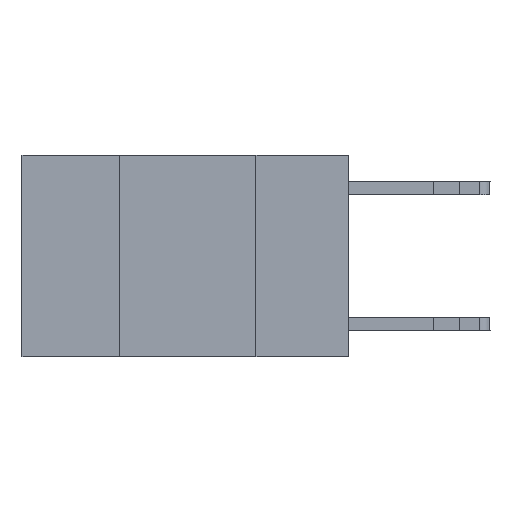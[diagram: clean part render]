
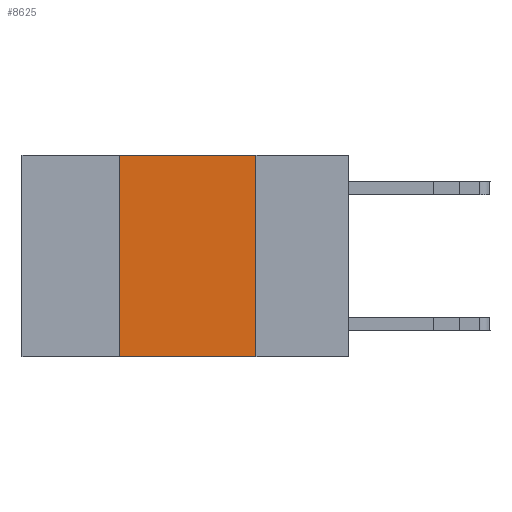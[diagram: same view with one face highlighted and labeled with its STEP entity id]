
A CAD part, left-side view. The second image highlights one B-rep face of the part: STEP entity #8625.
In plain terms, the highlighted planar face has unit normal (-1, 0, 0).
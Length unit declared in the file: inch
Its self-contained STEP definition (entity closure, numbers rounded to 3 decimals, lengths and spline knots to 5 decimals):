
#157 = DIRECTION ( 'NONE',  ( 0., -1., 0. ) ) ;
#365 = VECTOR ( 'NONE', #8832, 39.37008 ) ;
#1581 = LINE ( 'NONE', #9072, #365 ) ;
#1619 = EDGE_LOOP ( 'NONE', ( #5439, #23228, #5798, #7413 ) ) ;
#3209 = VERTEX_POINT ( 'NONE', #14779 ) ;
#3750 = VERTEX_POINT ( 'NONE', #12942 ) ;
#3901 = CARTESIAN_POINT ( 'NONE',  ( 0., 0.17, 0. ) ) ;
#4933 = AXIS2_PLACEMENT_3D ( 'NONE', #18153, #19853, #8795 ) ;
#5439 = ORIENTED_EDGE ( 'NONE', *, *, #24135, .F. ) ;
#5720 = EDGE_CURVE ( 'NONE', #3750, #15382, #9482, .T. ) ;
#5761 = LINE ( 'NONE', #20674, #23582 ) ;
#5798 = ORIENTED_EDGE ( 'NONE', *, *, #22411, .F. ) ;
#6469 = EDGE_CURVE ( 'NONE', #3209, #14723, #1581, .T. ) ;
#7021 = VECTOR ( 'NONE', #15919, 39.37008 ) ;
#7413 = ORIENTED_EDGE ( 'NONE', *, *, #6469, .T. ) ;
#8625 = ADVANCED_FACE ( 'NONE', ( #10638 ), #15816, .F. ) ;
#8795 = DIRECTION ( 'NONE',  ( 0., 0., -1. ) ) ;
#8832 = DIRECTION ( 'NONE',  ( 0., -1., 0. ) ) ;
#9072 = CARTESIAN_POINT ( 'NONE',  ( 0., 0.6, -0.37 ) ) ;
#9482 = LINE ( 'NONE', #17005, #19854 ) ;
#10638 = FACE_OUTER_BOUND ( 'NONE', #1619, .T. ) ;
#10755 = CARTESIAN_POINT ( 'NONE',  ( 0., 0.17, -0.37 ) ) ;
#12942 = CARTESIAN_POINT ( 'NONE',  ( 0., 0.42, 0. ) ) ;
#14723 = VERTEX_POINT ( 'NONE', #10755 ) ;
#14779 = CARTESIAN_POINT ( 'NONE',  ( 0., 0.42, -0.37 ) ) ;
#15382 = VERTEX_POINT ( 'NONE', #3901 ) ;
#15398 = DIRECTION ( 'NONE',  ( 0., 0., -1. ) ) ;
#15816 = PLANE ( 'NONE',  #4933 ) ;
#15919 = DIRECTION ( 'NONE',  ( 0., 0., 1. ) ) ;
#17005 = CARTESIAN_POINT ( 'NONE',  ( 0., 0.6, 0. ) ) ;
#18009 = LINE ( 'NONE', #21198, #7021 ) ;
#18153 = CARTESIAN_POINT ( 'NONE',  ( 0., 0.6, 0. ) ) ;
#19853 = DIRECTION ( 'NONE',  ( 1., 0., 0. ) ) ;
#19854 = VECTOR ( 'NONE', #157, 39.37008 ) ;
#20674 = CARTESIAN_POINT ( 'NONE',  ( 0., 0.17, 0. ) ) ;
#21198 = CARTESIAN_POINT ( 'NONE',  ( 0., 0.42, 0. ) ) ;
#22411 = EDGE_CURVE ( 'NONE', #3209, #3750, #18009, .T. ) ;
#23228 = ORIENTED_EDGE ( 'NONE', *, *, #5720, .F. ) ;
#23582 = VECTOR ( 'NONE', #15398, 39.37008 ) ;
#24135 = EDGE_CURVE ( 'NONE', #15382, #14723, #5761, .T. ) ;
